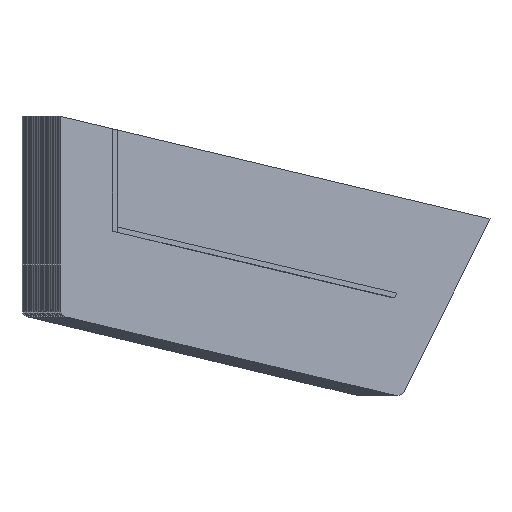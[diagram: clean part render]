
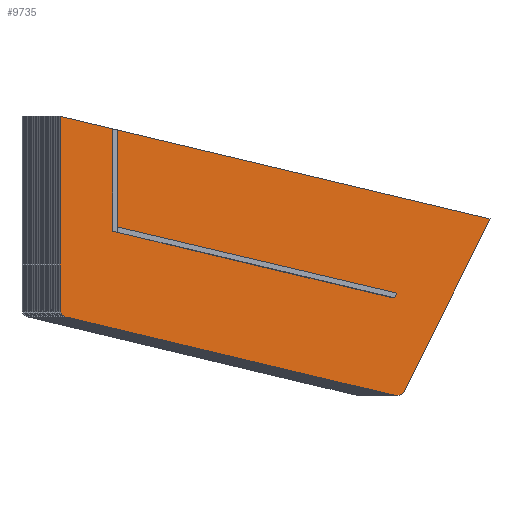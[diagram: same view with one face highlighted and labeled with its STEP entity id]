
A CAD part, front view. The second image highlights one B-rep face of the part: STEP entity #9735.
In plain terms, the highlighted planar face has unit normal (0.116, -0.993, 0).
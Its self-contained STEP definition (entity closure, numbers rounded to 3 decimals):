
#9294 = PLANE('',#9295);
#9295 = AXIS2_PLACEMENT_3D('',#9296,#9297,#9298);
#9296 = CARTESIAN_POINT('',(8503.852,993.958,0.));
#9297 = DIRECTION('',(0.993,0.116,0.));
#9298 = DIRECTION('',(0.,0.,-1.));
#9320 = PLANE('',#9321);
#9321 = AXIS2_PLACEMENT_3D('',#9322,#9323,#9324);
#9322 = CARTESIAN_POINT('',(-5622.027,-652.681,
    9225.669));
#9323 = DIRECTION('',(0.229,0.027,0.973)
  );
#9324 = DIRECTION('',(0.973,0.,-0.229)
  );
#9346 = PLANE('',#9347);
#9347 = AXIS2_PLACEMENT_3D('',#9348,#9349,#9350);
#9348 = CARTESIAN_POINT('',(5558.317,649.674,
    -2807.268));
#9349 = DIRECTION('',(0.888,0.104,-0.448));
#9350 = DIRECTION('',(-0.451,0.,
    -0.893));
#9378 = CYLINDRICAL_SURFACE('',#9379,23.);
#9379 = AXIS2_PLACEMENT_3D('',#9380,#9381,#9382);
#9380 = CARTESIAN_POINT('',(9401.533,1649.182,
    5084.805));
#9381 = DIRECTION('',(0.116,-0.993,0.
    ));
#9382 = DIRECTION('',(-0.229,-0.027,
    -0.973));
#9405 = PLANE('',#9406);
#9406 = AXIS2_PLACEMENT_3D('',#9407,#9408,#9409);
#9407 = CARTESIAN_POINT('',(1629.415,190.451,
    6928.956));
#9408 = DIRECTION('',(0.229,0.027,0.973)
  );
#9409 = DIRECTION('',(0.973,0.,-0.229)
  );
#9431 = CYLINDRICAL_SURFACE('',#9432,23.);
#9432 = AXIS2_PLACEMENT_3D('',#9433,#9434,#9435);
#9433 = CARTESIAN_POINT('',(8584.266,504.084,
    5308.468));
#9434 = DIRECTION('',(-0.116,0.993,0.)
  );
#9435 = DIRECTION('',(-0.229,-0.027,
    -0.973));
#9446 = EDGE_CURVE('',#9447,#9449,#9451,.T.);
#9447 = VERTEX_POINT('',#9448);
#9448 = CARTESIAN_POINT('',(8558.637,525.238,
    5858.565));
#9449 = VERTEX_POINT('',#9450);
#9450 = CARTESIAN_POINT('',(8558.637,525.238,
    5308.468));
#9451 = SURFACE_CURVE('',#9452,(#9456,#9462),.PCURVE_S1.);
#9452 = LINE('',#9453,#9454);
#9453 = CARTESIAN_POINT('',(8558.637,525.238,
    1844.167));
#9454 = VECTOR('',#9455,1.);
#9455 = DIRECTION('',(0.,0.,-1.));
#9456 = PCURVE('',#9294,#9457);
#9457 = DEFINITIONAL_REPRESENTATION('',(#9458),#9461);
#9458 = B_SPLINE_CURVE_WITH_KNOTS('',1,(#9459,#9460),.UNSPECIFIED.,.F.,
  .F.,(2,2),(-4069.408,-3409.291),
  .PIECEWISE_BEZIER_KNOTS.);
#9459 = CARTESIAN_POINT('',(-5913.575,-471.911));
#9460 = CARTESIAN_POINT('',(-5253.458,-471.911));
#9461 = ( GEOMETRIC_REPRESENTATION_CONTEXT(2) 
PARAMETRIC_REPRESENTATION_CONTEXT() REPRESENTATION_CONTEXT('2D SPACE',''
  ) );
#9462 = PCURVE('',#9463,#9468);
#9463 = PLANE('',#9464);
#9464 = AXIS2_PLACEMENT_3D('',#9465,#9466,#9467);
#9465 = CARTESIAN_POINT('',(8695.934,541.286,
    3688.334));
#9466 = DIRECTION('',(-0.116,0.993,0.)
  );
#9467 = DIRECTION('',(0.993,0.116,0.));
#9468 = DEFINITIONAL_REPRESENTATION('',(#9469),#9472);
#9469 = B_SPLINE_CURVE_WITH_KNOTS('',1,(#9470,#9471),.UNSPECIFIED.,.F.,
  .F.,(2,2),(-4069.408,-3409.291),
  .PIECEWISE_BEZIER_KNOTS.);
#9470 = CARTESIAN_POINT('',(-138.232,-2225.241));
#9471 = CARTESIAN_POINT('',(-138.232,-1565.124));
#9472 = ( GEOMETRIC_REPRESENTATION_CONTEXT(2) 
PARAMETRIC_REPRESENTATION_CONTEXT() REPRESENTATION_CONTEXT('2D SPACE',''
  ) );
#9518 = EDGE_CURVE('',#9519,#9449,#9521,.T.);
#9519 = VERTEX_POINT('',#9520);
#9520 = CARTESIAN_POINT('',(8576.218,527.293,
    5286.086));
#9521 = SURFACE_CURVE('',#9522,(#9527,#9534),.PCURVE_S1.);
#9522 = CIRCLE('',#9523,23.);
#9523 = AXIS2_PLACEMENT_3D('',#9524,#9525,#9526);
#9524 = CARTESIAN_POINT('',(8581.481,527.908,
    5308.468));
#9525 = DIRECTION('',(-0.116,0.993,0.)
  );
#9526 = DIRECTION('',(-0.229,-0.027,
    -0.973));
#9527 = PCURVE('',#9431,#9528);
#9528 = DEFINITIONAL_REPRESENTATION('',(#9529),#9533);
#9529 = LINE('',#9530,#9531);
#9530 = CARTESIAN_POINT('',(0.,23.986));
#9531 = VECTOR('',#9532,1.);
#9532 = DIRECTION('',(1.,0.));
#9533 = ( GEOMETRIC_REPRESENTATION_CONTEXT(2) 
PARAMETRIC_REPRESENTATION_CONTEXT() REPRESENTATION_CONTEXT('2D SPACE',''
  ) );
#9534 = PCURVE('',#9463,#9535);
#9535 = DEFINITIONAL_REPRESENTATION('',(#9536),#9540);
#9536 = CIRCLE('',#9537,23.);
#9537 = AXIS2_PLACEMENT_2D('',#9538,#9539);
#9538 = CARTESIAN_POINT('',(-115.232,-1620.133));
#9539 = DIRECTION('',(-0.23,0.973));
#9540 = ( GEOMETRIC_REPRESENTATION_CONTEXT(2) 
PARAMETRIC_REPRESENTATION_CONTEXT() REPRESENTATION_CONTEXT('2D SPACE',''
  ) );
#9569 = EDGE_CURVE('',#9519,#9570,#9572,.T.);
#9570 = VERTEX_POINT('',#9571);
#9571 = CARTESIAN_POINT('',(9514.509,636.963,
    5062.423));
#9572 = SURFACE_CURVE('',#9573,(#9577,#9583),.PCURVE_S1.);
#9573 = LINE('',#9574,#9575);
#9574 = CARTESIAN_POINT('',(5364.782,151.93,
    6051.606));
#9575 = VECTOR('',#9576,1.);
#9576 = DIRECTION('',(0.967,0.113,-0.23));
#9577 = PCURVE('',#9405,#9578);
#9578 = DEFINITIONAL_REPRESENTATION('',(#9579),#9582);
#9579 = B_SPLINE_CURVE_WITH_KNOTS('',1,(#9580,#9581),.UNSPECIFIED.,.F.,
  .F.,(2,2),(3107.789,4408.29),
  .PIECEWISE_BEZIER_KNOTS.);
#9580 = CARTESIAN_POINT('',(6924.898,312.677));
#9581 = CARTESIAN_POINT('',(8217.068,459.647));
#9582 = ( GEOMETRIC_REPRESENTATION_CONTEXT(2) 
PARAMETRIC_REPRESENTATION_CONTEXT() REPRESENTATION_CONTEXT('2D SPACE',''
  ) );
#9583 = PCURVE('',#9463,#9584);
#9584 = DEFINITIONAL_REPRESENTATION('',(#9585),#9588);
#9585 = B_SPLINE_CURVE_WITH_KNOTS('',1,(#9586,#9587),.UNSPECIFIED.,.F.,
  .F.,(2,2),(3107.789,4408.29),
  .PIECEWISE_BEZIER_KNOTS.);
#9586 = CARTESIAN_POINT('',(-329.647,-1647.263));
#9587 = CARTESIAN_POINT('',(935.868,-1347.638));
#9588 = ( GEOMETRIC_REPRESENTATION_CONTEXT(2) 
PARAMETRIC_REPRESENTATION_CONTEXT() REPRESENTATION_CONTEXT('2D SPACE',''
  ) );
#9618 = VERTEX_POINT('',#9619);
#9619 = CARTESIAN_POINT('',(9540.192,639.965,
    5074.492));
#9640 = EDGE_CURVE('',#9570,#9618,#9641,.T.);
#9641 = SURFACE_CURVE('',#9642,(#9647,#9654),.PCURVE_S1.);
#9642 = CIRCLE('',#9643,23.);
#9643 = AXIS2_PLACEMENT_3D('',#9644,#9645,#9646);
#9644 = CARTESIAN_POINT('',(9519.772,637.578,
    5084.805));
#9645 = DIRECTION('',(0.116,-0.993,0.
    ));
#9646 = DIRECTION('',(-0.229,-0.027,
    -0.973));
#9647 = PCURVE('',#9378,#9648);
#9648 = DEFINITIONAL_REPRESENTATION('',(#9649),#9653);
#9649 = LINE('',#9650,#9651);
#9650 = CARTESIAN_POINT('',(0.,1018.49));
#9651 = VECTOR('',#9652,1.);
#9652 = DIRECTION('',(1.,0.));
#9653 = ( GEOMETRIC_REPRESENTATION_CONTEXT(2) 
PARAMETRIC_REPRESENTATION_CONTEXT() REPRESENTATION_CONTEXT('2D SPACE',''
  ) );
#9654 = PCURVE('',#9463,#9655);
#9655 = DEFINITIONAL_REPRESENTATION('',(#9656),#9664);
#9656 = ( BOUNDED_CURVE() B_SPLINE_CURVE(2,(#9657,#9658,#9659,#9660,
#9661,#9662,#9663),.UNSPECIFIED.,.T.,.F.) B_SPLINE_CURVE_WITH_KNOTS((1,2
    ,2,2,2,1),(-2.094,0.,2.094,4.189,
6.283,8.378),.UNSPECIFIED.) CURVE() 
GEOMETRIC_REPRESENTATION_ITEM() RATIONAL_B_SPLINE_CURVE((1.,0.5,1.,0.5,
1.,0.5,1.)) REPRESENTATION_ITEM('') );
#9657 = CARTESIAN_POINT('',(824.147,-1374.089));
#9658 = CARTESIAN_POINT('',(862.913,-1364.911));
#9659 = CARTESIAN_POINT('',(851.479,-1403.072));
#9660 = CARTESIAN_POINT('',(840.044,-1441.233));
#9661 = CARTESIAN_POINT('',(812.713,-1412.25));
#9662 = CARTESIAN_POINT('',(785.382,-1383.267));
#9663 = CARTESIAN_POINT('',(824.147,-1374.089));
#9664 = ( GEOMETRIC_REPRESENTATION_CONTEXT(2) 
PARAMETRIC_REPRESENTATION_CONTEXT() REPRESENTATION_CONTEXT('2D SPACE',''
  ) );
#9672 = VERTEX_POINT('',#9673);
#9673 = CARTESIAN_POINT('',(9785.181,668.6,
    5566.191));
#9692 = EDGE_CURVE('',#9672,#9618,#9693,.T.);
#9693 = SURFACE_CURVE('',#9694,(#9698,#9704),.PCURVE_S1.);
#9694 = LINE('',#9695,#9696);
#9695 = CARTESIAN_POINT('',(7215.879,368.292,
    409.542));
#9696 = VECTOR('',#9697,1.);
#9697 = DIRECTION('',(-0.445,-0.052,
    -0.894));
#9698 = PCURVE('',#9346,#9699);
#9699 = DEFINITIONAL_REPRESENTATION('',(#9700),#9703);
#9700 = B_SPLINE_CURVE_WITH_KNOTS('',1,(#9701,#9702),.UNSPECIFIED.,.F.,
  .F.,(2,2),(-5833.491,-5106.362),
  .PIECEWISE_BEZIER_KNOTS.);
#9701 = CARTESIAN_POINT('',(-9444.131,22.399));
#9702 = CARTESIAN_POINT('',(-8717.999,-15.657));
#9703 = ( GEOMETRIC_REPRESENTATION_CONTEXT(2) 
PARAMETRIC_REPRESENTATION_CONTEXT() REPRESENTATION_CONTEXT('2D SPACE',''
  ) );
#9704 = PCURVE('',#9463,#9705);
#9705 = DEFINITIONAL_REPRESENTATION('',(#9706),#9709);
#9706 = B_SPLINE_CURVE_WITH_KNOTS('',1,(#9707,#9708),.UNSPECIFIED.,.F.,
  .F.,(2,2),(-5833.491,-5106.362),
  .PIECEWISE_BEZIER_KNOTS.);
#9707 = CARTESIAN_POINT('',(1125.534,-1935.411));
#9708 = CARTESIAN_POINT('',(799.498,-1285.475));
#9709 = ( GEOMETRIC_REPRESENTATION_CONTEXT(2) 
PARAMETRIC_REPRESENTATION_CONTEXT() REPRESENTATION_CONTEXT('2D SPACE',''
  ) );
#9717 = EDGE_CURVE('',#9447,#9672,#9718,.T.);
#9718 = SURFACE_CURVE('',#9719,(#9723,#9729),.PCURVE_S1.);
#9719 = LINE('',#9720,#9721);
#9720 = CARTESIAN_POINT('',(1802.59,-264.431,
    7469.024));
#9721 = VECTOR('',#9722,1.);
#9722 = DIRECTION('',(0.967,0.113,-0.23));
#9723 = PCURVE('',#9320,#9724);
#9724 = DEFINITIONAL_REPRESENTATION('',(#9725),#9728);
#9725 = B_SPLINE_CURVE_WITH_KNOTS('',1,(#9726,#9727),.UNSPECIFIED.,.F.,
  .F.,(2,2),(6745.316,8405.728),
  .PIECEWISE_BEZIER_KNOTS.);
#9726 = CARTESIAN_POINT('',(14331.693,1150.678));
#9727 = CARTESIAN_POINT('',(15981.469,1338.322));
#9728 = ( GEOMETRIC_REPRESENTATION_CONTEXT(2) 
PARAMETRIC_REPRESENTATION_CONTEXT() REPRESENTATION_CONTEXT('2D SPACE',''
  ) );
#9729 = PCURVE('',#9463,#9730);
#9730 = DEFINITIONAL_REPRESENTATION('',(#9731),#9734);
#9731 = B_SPLINE_CURVE_WITH_KNOTS('',1,(#9732,#9733),.UNSPECIFIED.,.F.,
  .F.,(2,2),(6745.316,8405.728),
  .PIECEWISE_BEZIER_KNOTS.);
#9732 = CARTESIAN_POINT('',(-376.42,-2226.625));
#9733 = CARTESIAN_POINT('',(1239.325,-1844.079));
#9734 = ( GEOMETRIC_REPRESENTATION_CONTEXT(2) 
PARAMETRIC_REPRESENTATION_CONTEXT() REPRESENTATION_CONTEXT('2D SPACE',''
  ) );
#9735 = ADVANCED_FACE('',(#9736),#9463,.F.);
#9736 = FACE_BOUND('',#9737,.F.);
#9737 = EDGE_LOOP('',(#9738,#9739,#9740,#9741,#9742,#9743));
#9738 = ORIENTED_EDGE('',*,*,#9446,.F.);
#9739 = ORIENTED_EDGE('',*,*,#9717,.T.);
#9740 = ORIENTED_EDGE('',*,*,#9692,.T.);
#9741 = ORIENTED_EDGE('',*,*,#9640,.F.);
#9742 = ORIENTED_EDGE('',*,*,#9569,.F.);
#9743 = ORIENTED_EDGE('',*,*,#9518,.T.);
